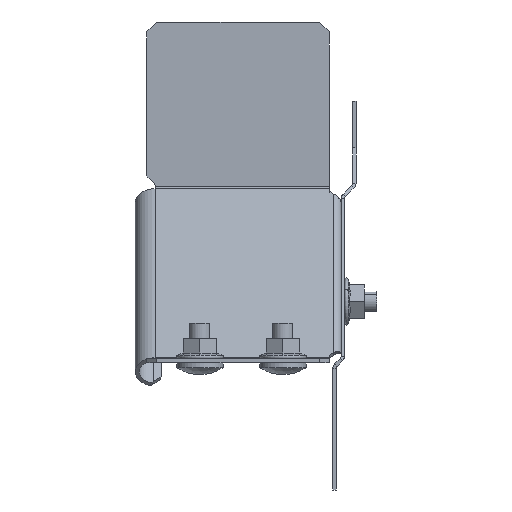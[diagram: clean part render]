
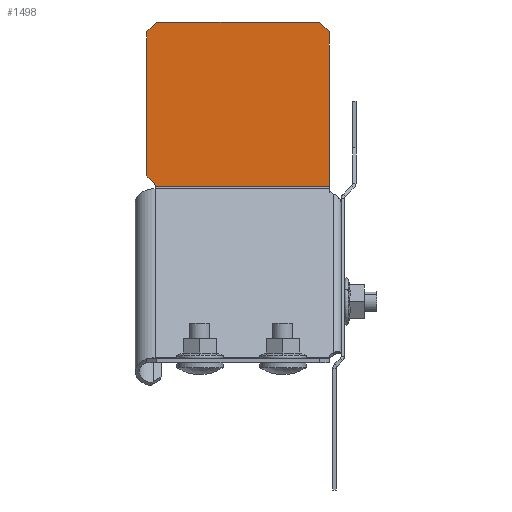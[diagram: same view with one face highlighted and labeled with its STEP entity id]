
A CAD part, left-side view. The second image highlights one B-rep face of the part: STEP entity #1498.
In plain terms, the highlighted face is planar.
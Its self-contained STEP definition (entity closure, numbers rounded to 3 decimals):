
#21 = CARTESIAN_POINT ( 'NONE',  ( -71.722, 73., -35.308 ) ) ;
#34 = DIRECTION ( 'NONE',  ( -0.707, 0., 0.707 ) ) ;
#71 = EDGE_CURVE ( 'NONE', #987, #2909, #2951, .T. ) ;
#117 = CARTESIAN_POINT ( 'NONE',  ( -69.6, 21., -33.186 ) ) ;
#138 = EDGE_CURVE ( 'NONE', #580, #2574, #2886, .T. ) ;
#245 = DIRECTION ( 'NONE',  ( 0., -1., 0. ) ) ;
#283 = EDGE_CURVE ( 'NONE', #601, #3107, #3357, .T. ) ;
#338 = CARTESIAN_POINT ( 'NONE',  ( -69.6, 76., -33.186 ) ) ;
#354 = CARTESIAN_POINT ( 'NONE',  ( -38.954, 76., -2.54 ) ) ;
#404 = EDGE_CURVE ( 'NONE', #2574, #3701, #1778, .T. ) ;
#486 = EDGE_LOOP ( 'NONE', ( #2089, #1656, #3257, #1300, #727, #754, #3239, #2354, #649 ) ) ;
#524 = CARTESIAN_POINT ( 'NONE',  ( -69.6, 76., -33.186 ) ) ;
#580 = VERTEX_POINT ( 'NONE', #2016 ) ;
#585 = CARTESIAN_POINT ( 'NONE',  ( -71.722, 24., -35.308 ) ) ;
#601 = VERTEX_POINT ( 'NONE', #2423 ) ;
#624 = PLANE ( 'NONE',  #3135 ) ;
#649 = ORIENTED_EDGE ( 'NONE', *, *, #1830, .F. ) ;
#719 = CARTESIAN_POINT ( 'NONE',  ( -37.497, 73.939, -1.083 ) ) ;
#727 = ORIENTED_EDGE ( 'NONE', *, *, #3283, .F. ) ;
#754 = ORIENTED_EDGE ( 'NONE', *, *, #3062, .F. ) ;
#894 = EDGE_CURVE ( 'NONE', #601, #3701, #2001, .T. ) ;
#956 = EDGE_CURVE ( 'NONE', #1646, #987, #3226, .T. ) ;
#987 = VERTEX_POINT ( 'NONE', #354 ) ;
#997 = DIRECTION ( 'NONE',  ( -0.5, 0.707, -0.5 ) ) ;
#1040 = CARTESIAN_POINT ( 'NONE',  ( -36.707, 21., -0.293 ) ) ;
#1073 = DIRECTION ( 'NONE',  ( -0.5, -0.707, -0.5 ) ) ;
#1262 = LINE ( 'NONE', #585, #1265 ) ;
#1265 = VECTOR ( 'NONE', #245, 1000. ) ;
#1298 = DIRECTION ( 'NONE',  ( -0.707, 0., -0.707 ) ) ;
#1300 = ORIENTED_EDGE ( 'NONE', *, *, #138, .F. ) ;
#1418 = LINE ( 'NONE', #21, #1429 ) ;
#1429 = VECTOR ( 'NONE', #1073, 1000. ) ;
#1498 = ADVANCED_FACE ( 'NONE', ( #1864 ), #624, .F. ) ;
#1556 = VERTEX_POINT ( 'NONE', #2732 ) ;
#1643 = DIRECTION ( 'NONE',  ( 0.707, 0., 0.707 ) ) ;
#1646 = VERTEX_POINT ( 'NONE', #719 ) ;
#1656 = ORIENTED_EDGE ( 'NONE', *, *, #894, .T. ) ;
#1778 = LINE ( 'NONE', #3785, #3462 ) ;
#1830 = EDGE_CURVE ( 'NONE', #3107, #1646, #3538, .T. ) ;
#1864 = FACE_OUTER_BOUND ( 'NONE', #486, .T. ) ;
#1874 = VECTOR ( 'NONE', #3132, 1000. ) ;
#2001 = LINE ( 'NONE', #2224, #1874 ) ;
#2016 = CARTESIAN_POINT ( 'NONE',  ( -71.722, 24., -35.308 ) ) ;
#2062 = VECTOR ( 'NONE', #997, 1000. ) ;
#2065 = CARTESIAN_POINT ( 'NONE',  ( -36.747, 75., -0.333 ) ) ;
#2089 = ORIENTED_EDGE ( 'NONE', *, *, #283, .F. ) ;
#2224 = CARTESIAN_POINT ( 'NONE',  ( -36.707, 75., -0.293 ) ) ;
#2229 = AXIS2_PLACEMENT_3D ( 'NONE', #3460, #2545, #3549 ) ;
#2301 = CARTESIAN_POINT ( 'NONE',  ( -36.747, 73.5, -0.333 ) ) ;
#2354 = ORIENTED_EDGE ( 'NONE', *, *, #956, .F. ) ;
#2423 = CARTESIAN_POINT ( 'NONE',  ( -36.707, 73.5, -0.293 ) ) ;
#2545 = DIRECTION ( 'NONE',  ( 0.707, 0., -0.707 ) ) ;
#2574 = VERTEX_POINT ( 'NONE', #3816 ) ;
#2732 = CARTESIAN_POINT ( 'NONE',  ( -71.722, 73., -35.308 ) ) ;
#2749 = DIRECTION ( 'NONE',  ( 0.5, -0.707, 0.5 ) ) ;
#2846 = DIRECTION ( 'NONE',  ( -0.707, 0., -0.707 ) ) ;
#2886 = LINE ( 'NONE', #117, #3370 ) ;
#2909 = VERTEX_POINT ( 'NONE', #338 ) ;
#2951 = LINE ( 'NONE', #524, #3013 ) ;
#3013 = VECTOR ( 'NONE', #1298, 1000. ) ;
#3062 = EDGE_CURVE ( 'NONE', #2909, #1556, #1418, .T. ) ;
#3107 = VERTEX_POINT ( 'NONE', #3598 ) ;
#3118 = CARTESIAN_POINT ( 'NONE',  ( -38.954, 76., -2.54 ) ) ;
#3132 = DIRECTION ( 'NONE',  ( 0., -1., 0. ) ) ;
#3135 = AXIS2_PLACEMENT_3D ( 'NONE', #2065, #34, #1643 ) ;
#3226 = LINE ( 'NONE', #3118, #2062 ) ;
#3239 = ORIENTED_EDGE ( 'NONE', *, *, #71, .F. ) ;
#3257 = ORIENTED_EDGE ( 'NONE', *, *, #404, .F. ) ;
#3283 = EDGE_CURVE ( 'NONE', #1556, #580, #1262, .T. ) ;
#3357 = LINE ( 'NONE', #2301, #3743 ) ;
#3370 = VECTOR ( 'NONE', #2749, 1000. ) ;
#3460 = CARTESIAN_POINT ( 'NONE',  ( -36.747, 75., -0.333 ) ) ;
#3462 = VECTOR ( 'NONE', #3639, 1000. ) ;
#3538 = CIRCLE ( 'NONE', #2229, 1.5 ) ;
#3549 = DIRECTION ( 'NONE',  ( 0.707, 0., 0.707 ) ) ;
#3598 = CARTESIAN_POINT ( 'NONE',  ( -36.747, 73.5, -0.333 ) ) ;
#3639 = DIRECTION ( 'NONE',  ( 0.707, 0., 0.707 ) ) ;
#3701 = VERTEX_POINT ( 'NONE', #1040 ) ;
#3743 = VECTOR ( 'NONE', #2846, 1000. ) ;
#3785 = CARTESIAN_POINT ( 'NONE',  ( -35.306, 21., 1.108 ) ) ;
#3816 = CARTESIAN_POINT ( 'NONE',  ( -69.6, 21., -33.186 ) ) ;
